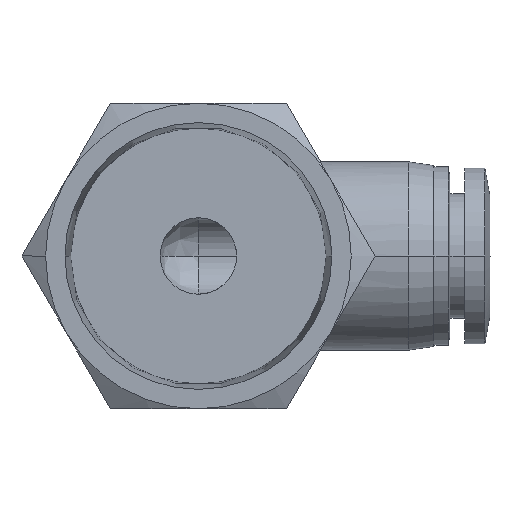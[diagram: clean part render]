
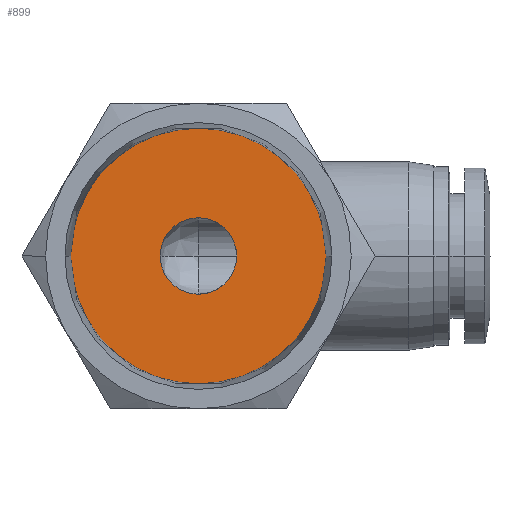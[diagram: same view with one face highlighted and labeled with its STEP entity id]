
A CAD part, front view. The second image highlights one B-rep face of the part: STEP entity #899.
In plain terms, the highlighted planar face has unit normal (0, -1, 0).
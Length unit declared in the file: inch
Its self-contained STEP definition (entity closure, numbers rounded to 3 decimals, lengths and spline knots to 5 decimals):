
#144 = CARTESIAN_POINT ( 'NONE',  ( 0.39527, -0.07874, 0. ) ) ;
#354 = AXIS2_PLACEMENT_3D ( 'NONE', #1884, #1805, #1764 ) ;
#433 = CIRCLE ( 'NONE', #657, 0.11811 ) ;
#505 = AXIS2_PLACEMENT_3D ( 'NONE', #2305, #2410, #2185 ) ;
#542 = EDGE_CURVE ( 'NONE', #1664, #2762, #1200, .T. ) ;
#592 = DIRECTION ( 'NONE',  ( -1., 0., 0. ) ) ;
#596 = ORIENTED_EDGE ( 'NONE', *, *, #879, .F. ) ;
#604 = DIRECTION ( 'NONE',  ( 0., -1., 0. ) ) ;
#620 = CARTESIAN_POINT ( 'NONE',  ( 0., -0.07874, 0. ) ) ;
#657 = AXIS2_PLACEMENT_3D ( 'NONE', #1450, #1440, #1428 ) ;
#664 = DIRECTION ( 'NONE',  ( -1., 0., 0. ) ) ;
#732 = FACE_OUTER_BOUND ( 'NONE', #921, .T. ) ;
#787 = CIRCLE ( 'NONE', #354, 0.39527 ) ;
#859 = EDGE_CURVE ( 'NONE', #2762, #1664, #787, .T. ) ;
#873 = VERTEX_POINT ( 'NONE', #1534 ) ;
#879 = EDGE_CURVE ( 'NONE', #2229, #873, #433, .T. ) ;
#899 = ADVANCED_FACE ( 'NONE', ( #2199, #732 ), #1305, .F. ) ;
#921 = EDGE_LOOP ( 'NONE', ( #2310, #1377 ) ) ;
#974 = EDGE_CURVE ( 'NONE', #873, #2229, #2269, .T. ) ;
#979 = CARTESIAN_POINT ( 'NONE',  ( 0.11811, -0.07874, 0. ) ) ;
#1088 = EDGE_LOOP ( 'NONE', ( #1710, #596 ) ) ;
#1193 = DIRECTION ( 'NONE',  ( 0., 1., 0. ) ) ;
#1200 = CIRCLE ( 'NONE', #505, 0.39527 ) ;
#1208 = CARTESIAN_POINT ( 'NONE',  ( 0.25669, -0.07874, 0. ) ) ;
#1305 = PLANE ( 'NONE',  #2722 ) ;
#1377 = ORIENTED_EDGE ( 'NONE', *, *, #542, .T. ) ;
#1428 = DIRECTION ( 'NONE',  ( -1., 0., 0. ) ) ;
#1440 = DIRECTION ( 'NONE',  ( 0., -1., 0. ) ) ;
#1450 = CARTESIAN_POINT ( 'NONE',  ( 0., -0.07874, 0. ) ) ;
#1534 = CARTESIAN_POINT ( 'NONE',  ( -0.11811, -0.07874, 0. ) ) ;
#1664 = VERTEX_POINT ( 'NONE', #2857 ) ;
#1710 = ORIENTED_EDGE ( 'NONE', *, *, #974, .F. ) ;
#1764 = DIRECTION ( 'NONE',  ( 1., 0., 0. ) ) ;
#1805 = DIRECTION ( 'NONE',  ( 0., -1., 0. ) ) ;
#1884 = CARTESIAN_POINT ( 'NONE',  ( 0., -0.07874, 0. ) ) ;
#2071 = AXIS2_PLACEMENT_3D ( 'NONE', #620, #604, #592 ) ;
#2185 = DIRECTION ( 'NONE',  ( 1., 0., 0. ) ) ;
#2199 = FACE_BOUND ( 'NONE', #1088, .T. ) ;
#2229 = VERTEX_POINT ( 'NONE', #979 ) ;
#2269 = CIRCLE ( 'NONE', #2071, 0.11811 ) ;
#2305 = CARTESIAN_POINT ( 'NONE',  ( 0., -0.07874, 0. ) ) ;
#2310 = ORIENTED_EDGE ( 'NONE', *, *, #859, .T. ) ;
#2410 = DIRECTION ( 'NONE',  ( 0., -1., 0. ) ) ;
#2722 = AXIS2_PLACEMENT_3D ( 'NONE', #1208, #1193, #664 ) ;
#2762 = VERTEX_POINT ( 'NONE', #144 ) ;
#2857 = CARTESIAN_POINT ( 'NONE',  ( -0.39527, -0.07874, 0. ) ) ;
